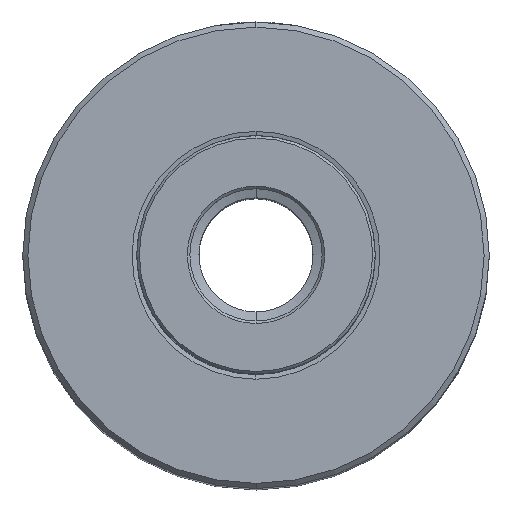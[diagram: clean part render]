
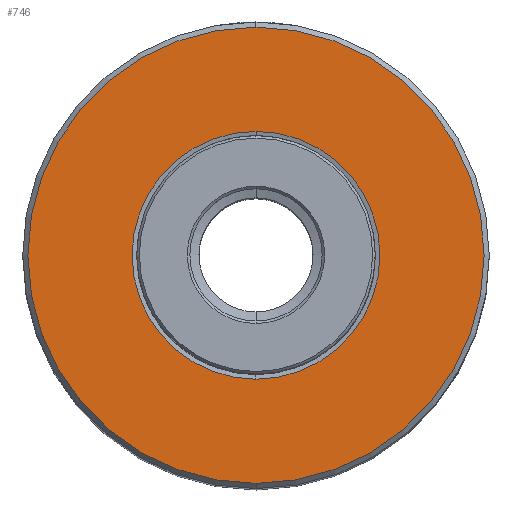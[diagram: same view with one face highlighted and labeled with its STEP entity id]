
A CAD part, top view. The second image highlights one B-rep face of the part: STEP entity #746.
In plain terms, the highlighted planar face has unit normal (0, 0, 1).
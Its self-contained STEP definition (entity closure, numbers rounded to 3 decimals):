
#682=EDGE_CURVE('NONE',#1298,#942,#1932,.T.);
#746=ADVANCED_FACE('NONE',(#2000,#2001),#2002,.T.);
#942=VERTEX_POINT('NONE',#2212);
#1026=VERTEX_POINT('NONE',#2309);
#1108=EDGE_CURVE('NONE',#1026,#1310,#2400,.T.);
#1216=EDGE_CURVE('NONE',#1310,#1026,#2529,.T.);
#1298=VERTEX_POINT('NONE',#2628);
#1310=VERTEX_POINT('NONE',#2642);
#1670=EDGE_CURVE('NONE',#942,#1298,#3034,.T.);
#1932=CIRCLE('',#3371,23.899);
#2000=FACE_OUTER_BOUND('',#3506,.T.);
#2001=FACE_BOUND('',#3507,.T.);
#2002=PLANE('',#3508);
#2212=CARTESIAN_POINT('',(0.0,23.899,0.));
#2309=CARTESIAN_POINT('',(0.0,-44.0,0.0));
#2400=CIRCLE('',#4283,44.0);
#2529=CIRCLE('',#4537,44.0);
#2628=CARTESIAN_POINT('',(0.,-23.899,0.));
#2642=CARTESIAN_POINT('',(0.,44.0,0.0));
#3034=CIRCLE('',#5504,23.899);
#3371=AXIS2_PLACEMENT_3D('',#6075,#6076,#6077);
#3506=EDGE_LOOP('',(#6147,#6148));
#3507=EDGE_LOOP('',(#6149,#6150));
#3508=AXIS2_PLACEMENT_3D('',#6151,#6152,#6153);
#4283=AXIS2_PLACEMENT_3D('',#6626,#6627,#6628);
#4537=AXIS2_PLACEMENT_3D('',#6844,#6845,#6846);
#5504=AXIS2_PLACEMENT_3D('',#7400,#7401,#7402);
#6075=CARTESIAN_POINT('',(0.0,0.0,0.));
#6076=DIRECTION('',(0.0,0.0,-1.0));
#6077=DIRECTION('',(0.0,-1.0,0.0));
#6147=ORIENTED_EDGE('',*,*,#1108,.F.);
#6148=ORIENTED_EDGE('',*,*,#1216,.F.);
#6149=ORIENTED_EDGE('',*,*,#1670,.T.);
#6150=ORIENTED_EDGE('',*,*,#682,.T.);
#6151=CARTESIAN_POINT('',(-44.0,0.0,0.));
#6152=DIRECTION('',(0.0,-0.0,1.0));
#6153=DIRECTION('',(0.0,1.0,0.0));
#6626=CARTESIAN_POINT('',(0.0,0.0,0.0));
#6627=DIRECTION('',(0.0,0.0,-1.0));
#6628=DIRECTION('',(0.0,-1.0,0.0));
#6844=CARTESIAN_POINT('',(0.0,0.0,0.0));
#6845=DIRECTION('',(0.0,0.0,-1.0));
#6846=DIRECTION('',(0.0,-1.0,0.0));
#7400=CARTESIAN_POINT('',(0.0,0.0,0.));
#7401=DIRECTION('',(0.0,0.0,-1.0));
#7402=DIRECTION('',(0.0,-1.0,0.0));
